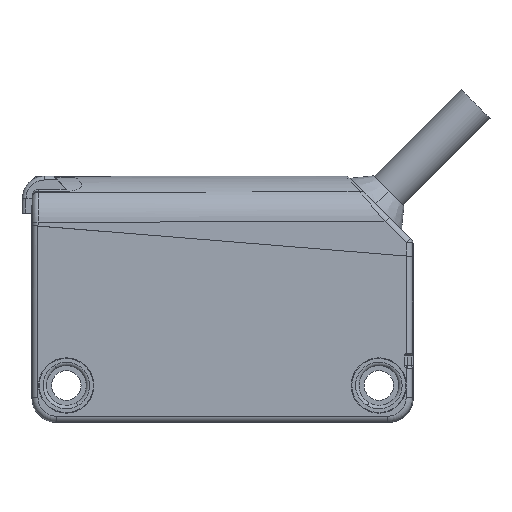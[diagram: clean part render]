
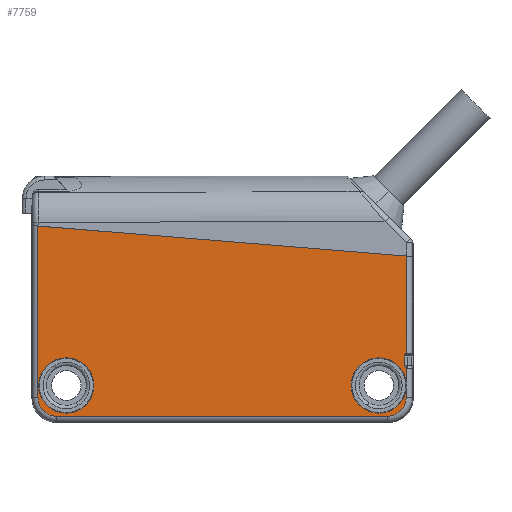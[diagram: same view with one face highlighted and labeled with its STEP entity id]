
A CAD part, left-side view. The second image highlights one B-rep face of the part: STEP entity #7759.
In plain terms, the highlighted planar face has unit normal (-1, 0, 0).
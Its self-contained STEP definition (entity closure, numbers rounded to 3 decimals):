
#1353=DIRECTION('',(0.,0.,-1.));
#1354=VECTOR('',#1353,13.959);
#1355=CARTESIAN_POINT('',(-5.5,32.2,0.147));
#1356=LINE('',#1355,#1354);
#1369=CARTESIAN_POINT('',(-5.5,2.2,-10.412));
#1370=DIRECTION('',(-1.,0.,0.));
#1371=DIRECTION('',(0.,0.437,0.9));
#1372=AXIS2_PLACEMENT_3D('',#1369,#1370,#1371);
#1374=CARTESIAN_POINT('',(-5.5,2.2,-11.212));
#1375=DIRECTION('',(-1.,0.,0.));
#1376=DIRECTION('',(0.,1.,0.));
#1377=AXIS2_PLACEMENT_3D('',#1374,#1375,#1376);
#1379=CARTESIAN_POINT('',(-5.5,4.5,-12.812));
#1380=DIRECTION('',(-1.,0.,0.));
#1381=DIRECTION('',(0.,-0.983,0.181));
#1382=AXIS2_PLACEMENT_3D('',#1379,#1380,#1381);
#1384=CARTESIAN_POINT('',(-5.5,4.5,-12.812));
#1385=DIRECTION('',(-1.,0.,0.));
#1386=DIRECTION('',(0.,0.,1.));
#1387=AXIS2_PLACEMENT_3D('',#1384,#1385,#1386);
#1389=CARTESIAN_POINT('',(-5.5,4.5,-12.812));
#1390=DIRECTION('',(-1.,0.,0.));
#1391=DIRECTION('',(0.,0.,-1.));
#1392=AXIS2_PLACEMENT_3D('',#1389,#1390,#1391);
#1394=CARTESIAN_POINT('',(-5.5,3.788,
-13.812));
#1395=DIRECTION('',(1.,0.,0.));
#1396=DIRECTION('',(0.,-1.,0.));
#1397=AXIS2_PLACEMENT_3D('',#1394,#1395,#1396);
#1399=CARTESIAN_POINT('',(-5.5,30.7,-13.812));
#1400=DIRECTION('',(1.,0.,0.));
#1401=DIRECTION('',(0.,0.,-1.));
#1402=AXIS2_PLACEMENT_3D('',#1399,#1400,#1401);
#1404=DIRECTION('',(0.,-0.997,-0.081));
#1405=VECTOR('',#1404,30.012);
#1406=CARTESIAN_POINT('',(-5.5,32.2,0.147));
#1407=LINE('',#1406,#1405);
#1408=CARTESIAN_POINT('',(-5.5,29.9,-12.812));
#1409=DIRECTION('',(-1.,0.,0.));
#1410=DIRECTION('',(0.,0.,1.));
#1411=AXIS2_PLACEMENT_3D('',#1408,#1409,#1410);
#1413=CARTESIAN_POINT('',(-5.5,29.9,-12.812));
#1414=DIRECTION('',(-1.,0.,0.));
#1415=DIRECTION('',(0.,0.,-1.));
#1416=AXIS2_PLACEMENT_3D('',#1413,#1414,#1415);
#1466=DIRECTION('',(0.,0.,1.));
#1467=VECTOR('',#1466,7.937);
#1468=CARTESIAN_POINT('',(-5.5,2.288,
-10.232));
#1469=LINE('',#1468,#1467);
#1470=CARTESIAN_POINT('',(-5.5,2.288,-2.295));
#1627=DIRECTION('',(0.,0.,1.));
#1628=VECTOR('',#1627,0.592);
#1629=CARTESIAN_POINT('',(-5.5,2.288,
-13.812));
#1630=LINE('',#1629,#1628);
#1645=DIRECTION('',(0.,0.,1.));
#1646=VECTOR('',#1645,1.012);
#1647=CARTESIAN_POINT('',(-5.5,2.288,
-12.404));
#1648=LINE('',#1647,#1646);
#1683=DIRECTION('',(0.,0.,1.));
#1684=VECTOR('',#1683,0.8);
#1685=CARTESIAN_POINT('',(-5.5,2.4,
-11.212));
#1686=LINE('',#1685,#1684);
#1747=DIRECTION('',(0.,-1.,0.));
#1748=VECTOR('',#1747,26.912);
#1749=CARTESIAN_POINT('',(-5.5,30.7,
-15.312));
#1750=LINE('',#1749,#1748);
#4690=VERTEX_POINT('',#1470);
#4691=CARTESIAN_POINT('',(-5.5,32.2,0.147));
#4692=VERTEX_POINT('',#4691);
#4738=CARTESIAN_POINT('',(-5.5,32.2,-13.812));
#4739=VERTEX_POINT('',#4738);
#4740=CARTESIAN_POINT('',(-5.5,2.288,-10.232));
#4741=CARTESIAN_POINT('',(-5.5,2.4,-10.412));
#4742=VERTEX_POINT('',#4740);
#4743=VERTEX_POINT('',#4741);
#4744=CARTESIAN_POINT('',(-5.5,2.4,
-11.212));
#4745=VERTEX_POINT('',#4744);
#4746=CARTESIAN_POINT('',(-5.5,2.288,-11.392));
#4747=VERTEX_POINT('',#4746);
#4748=CARTESIAN_POINT('',(-5.5,2.288,
-12.404));
#4749=VERTEX_POINT('',#4748);
#4750=CARTESIAN_POINT('',(-5.5,4.5,-10.562));
#4751=VERTEX_POINT('',#4750);
#4752=CARTESIAN_POINT('',(-5.5,4.5,-15.062));
#4753=VERTEX_POINT('',#4752);
#4754=CARTESIAN_POINT('',(-5.5,2.288,-13.22));
#4755=VERTEX_POINT('',#4754);
#4756=CARTESIAN_POINT('',(-5.5,2.288,
-13.812));
#4757=VERTEX_POINT('',#4756);
#4758=CARTESIAN_POINT('',(-5.5,3.788,
-15.312));
#4759=VERTEX_POINT('',#4758);
#4760=CARTESIAN_POINT('',(-5.5,30.7,
-15.312));
#4761=VERTEX_POINT('',#4760);
#4762=CARTESIAN_POINT('',(-5.5,29.9,-10.562));
#4763=CARTESIAN_POINT('',(-5.5,29.9,-15.062));
#4764=VERTEX_POINT('',#4762);
#4765=VERTEX_POINT('',#4763);
#7720=CARTESIAN_POINT('',(-5.5,17.244,-7.583));
#7721=DIRECTION('',(1.,0.,0.));
#7722=DIRECTION('',(0.,-1.,0.));
#7723=AXIS2_PLACEMENT_3D('',#7720,#7721,#7722);
#7724=PLANE('',#7723);
#7726=ORIENTED_EDGE('',*,*,#7725,.T.);
#7728=ORIENTED_EDGE('',*,*,#7727,.F.);
#7730=ORIENTED_EDGE('',*,*,#7729,.T.);
#7732=ORIENTED_EDGE('',*,*,#7731,.F.);
#7734=ORIENTED_EDGE('',*,*,#7733,.T.);
#7736=ORIENTED_EDGE('',*,*,#7735,.T.);
#7738=ORIENTED_EDGE('',*,*,#7737,.T.);
#7740=ORIENTED_EDGE('',*,*,#7739,.F.);
#7742=ORIENTED_EDGE('',*,*,#7741,.T.);
#7744=ORIENTED_EDGE('',*,*,#7743,.F.);
#7746=ORIENTED_EDGE('',*,*,#7745,.T.);
#7747=ORIENTED_EDGE('',*,*,#7704,.F.);
#7748=ORIENTED_EDGE('',*,*,#7594,.T.);
#7750=ORIENTED_EDGE('',*,*,#7749,.F.);
#7751=EDGE_LOOP('',(#7726,#7728,#7730,#7732,#7734,#7736,#7738,#7740,#7742,#7744,
#7746,#7747,#7748,#7750));
#7752=FACE_OUTER_BOUND('',#7751,.F.);
#7754=ORIENTED_EDGE('',*,*,#7753,.T.);
#7756=ORIENTED_EDGE('',*,*,#7755,.T.);
#7757=EDGE_LOOP('',(#7754,#7756));
#7758=FACE_BOUND('',#7757,.F.);
#7759=ADVANCED_FACE('',(#7752,#7758),#7724,.F.);
#1373=CIRCLE('',#1372,0.2);
#1378=CIRCLE('',#1377,0.2);
#1383=CIRCLE('',#1382,2.25);
#1388=CIRCLE('',#1387,2.25);
#1393=CIRCLE('',#1392,2.25);
#1398=CIRCLE('',#1397,1.5);
#1403=CIRCLE('',#1402,1.5);
#1412=CIRCLE('',#1411,2.25);
#1417=CIRCLE('',#1416,2.25);
#7594=EDGE_CURVE('',#4692,#4690,#1407,.T.);
#7704=EDGE_CURVE('',#4692,#4739,#1356,.T.);
#7725=EDGE_CURVE('',#4742,#4743,#1373,.T.);
#7727=EDGE_CURVE('',#4745,#4743,#1686,.T.);
#7729=EDGE_CURVE('',#4745,#4747,#1378,.T.);
#7731=EDGE_CURVE('',#4749,#4747,#1648,.T.);
#7733=EDGE_CURVE('',#4749,#4751,#1383,.T.);
#7735=EDGE_CURVE('',#4751,#4753,#1388,.T.);
#7737=EDGE_CURVE('',#4753,#4755,#1393,.T.);
#7739=EDGE_CURVE('',#4757,#4755,#1630,.T.);
#7741=EDGE_CURVE('',#4757,#4759,#1398,.T.);
#7743=EDGE_CURVE('',#4761,#4759,#1750,.T.);
#7745=EDGE_CURVE('',#4761,#4739,#1403,.T.);
#7749=EDGE_CURVE('',#4742,#4690,#1469,.T.);
#7753=EDGE_CURVE('',#4764,#4765,#1412,.T.);
#7755=EDGE_CURVE('',#4765,#4764,#1417,.T.);
